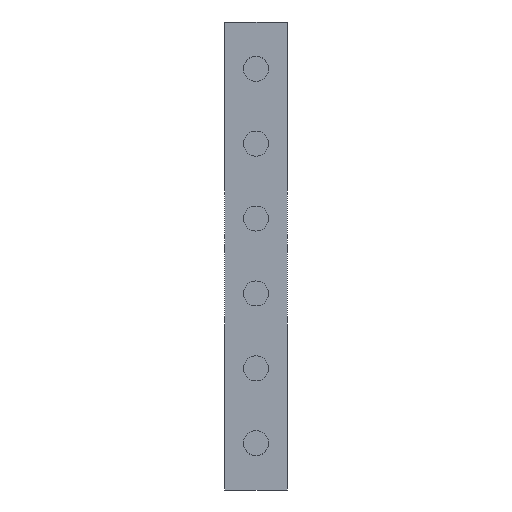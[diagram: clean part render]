
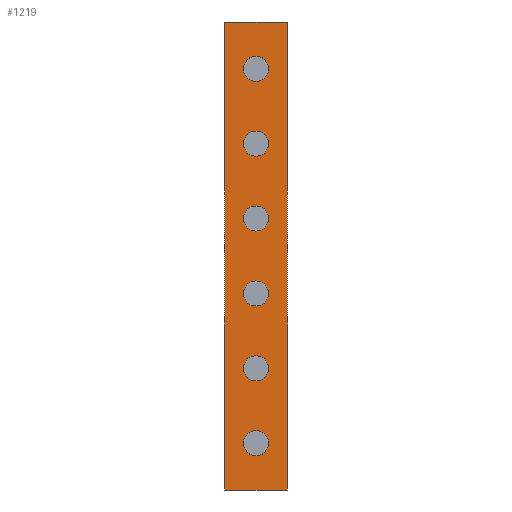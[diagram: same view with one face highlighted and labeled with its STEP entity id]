
A CAD part, left-side view. The second image highlights one B-rep face of the part: STEP entity #1219.
In plain terms, the highlighted planar face has unit normal (-1, 0, 0).
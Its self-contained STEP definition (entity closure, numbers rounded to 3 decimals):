
#27=PLANE('',#1389);
#41=FACE_BOUND('',#256,.T.);
#42=FACE_BOUND('',#257,.T.);
#43=FACE_BOUND('',#258,.T.);
#44=FACE_BOUND('',#259,.T.);
#45=FACE_BOUND('',#260,.T.);
#46=FACE_BOUND('',#261,.T.);
#183=FACE_OUTER_BOUND('',#255,.T.);
#255=EDGE_LOOP('',(#1011,#1012,#1013,#1014));
#256=EDGE_LOOP('',(#1015));
#257=EDGE_LOOP('',(#1016));
#258=EDGE_LOOP('',(#1017));
#259=EDGE_LOOP('',(#1018));
#260=EDGE_LOOP('',(#1019));
#261=EDGE_LOOP('',(#1020));
#387=LINE('',#2231,#445);
#388=LINE('',#2233,#446);
#389=LINE('',#2235,#447);
#390=LINE('',#2236,#448);
#445=VECTOR('',#1745,10.);
#446=VECTOR('',#1746,10.);
#447=VECTOR('',#1747,10.);
#448=VECTOR('',#1748,10.);
#537=CIRCLE('',#1366,4.);
#539=CIRCLE('',#1370,4.);
#541=CIRCLE('',#1374,4.);
#543=CIRCLE('',#1378,4.);
#545=CIRCLE('',#1382,4.);
#547=CIRCLE('',#1386,4.);
#633=VERTEX_POINT('',#2187);
#635=VERTEX_POINT('',#2194);
#637=VERTEX_POINT('',#2201);
#639=VERTEX_POINT('',#2208);
#641=VERTEX_POINT('',#2215);
#643=VERTEX_POINT('',#2222);
#645=VERTEX_POINT('',#2229);
#646=VERTEX_POINT('',#2230);
#647=VERTEX_POINT('',#2232);
#648=VERTEX_POINT('',#2234);
#777=EDGE_CURVE('',#633,#633,#537,.T.);
#780=EDGE_CURVE('',#635,#635,#539,.T.);
#783=EDGE_CURVE('',#637,#637,#541,.T.);
#786=EDGE_CURVE('',#639,#639,#543,.T.);
#789=EDGE_CURVE('',#641,#641,#545,.T.);
#792=EDGE_CURVE('',#643,#643,#547,.T.);
#795=EDGE_CURVE('',#645,#646,#387,.T.);
#796=EDGE_CURVE('',#645,#647,#388,.T.);
#797=EDGE_CURVE('',#648,#647,#389,.T.);
#798=EDGE_CURVE('',#646,#648,#390,.T.);
#1011=ORIENTED_EDGE('',*,*,#795,.F.);
#1012=ORIENTED_EDGE('',*,*,#796,.T.);
#1013=ORIENTED_EDGE('',*,*,#797,.F.);
#1014=ORIENTED_EDGE('',*,*,#798,.F.);
#1015=ORIENTED_EDGE('',*,*,#777,.T.);
#1016=ORIENTED_EDGE('',*,*,#780,.T.);
#1017=ORIENTED_EDGE('',*,*,#783,.T.);
#1018=ORIENTED_EDGE('',*,*,#786,.T.);
#1019=ORIENTED_EDGE('',*,*,#789,.T.);
#1020=ORIENTED_EDGE('',*,*,#792,.T.);
#1219=ADVANCED_FACE('',(#183,#41,#42,#43,#44,#45,#46),#27,.T.);
#1366=AXIS2_PLACEMENT_3D('',#2188,#1691,#1692);
#1370=AXIS2_PLACEMENT_3D('',#2195,#1700,#1701);
#1374=AXIS2_PLACEMENT_3D('',#2202,#1709,#1710);
#1378=AXIS2_PLACEMENT_3D('',#2209,#1718,#1719);
#1382=AXIS2_PLACEMENT_3D('',#2216,#1727,#1728);
#1386=AXIS2_PLACEMENT_3D('',#2223,#1736,#1737);
#1389=AXIS2_PLACEMENT_3D('',#2228,#1743,#1744);
#1691=DIRECTION('center_axis',(1.,0.,0.));
#1692=DIRECTION('ref_axis',(0.,-1.,0.));
#1700=DIRECTION('center_axis',(1.,0.,0.));
#1701=DIRECTION('ref_axis',(0.,-1.,0.));
#1709=DIRECTION('center_axis',(1.,0.,0.));
#1710=DIRECTION('ref_axis',(0.,-1.,0.));
#1718=DIRECTION('center_axis',(1.,0.,0.));
#1719=DIRECTION('ref_axis',(0.,-1.,0.));
#1727=DIRECTION('center_axis',(1.,0.,0.));
#1728=DIRECTION('ref_axis',(0.,-1.,0.));
#1736=DIRECTION('center_axis',(1.,0.,0.));
#1737=DIRECTION('ref_axis',(0.,-1.,0.));
#1743=DIRECTION('center_axis',(-1.,0.,0.));
#1744=DIRECTION('ref_axis',(0.,0.,1.));
#1745=DIRECTION('',(0.,0.,-1.));
#1746=DIRECTION('',(0.,1.,0.));
#1747=DIRECTION('',(0.,0.,1.));
#1748=DIRECTION('',(0.,1.,0.));
#2187=CARTESIAN_POINT('',(0.,14.,263.));
#2188=CARTESIAN_POINT('Origin',(0.,10.,263.));
#2194=CARTESIAN_POINT('',(0.,14.,335.));
#2195=CARTESIAN_POINT('Origin',(0.,10.,335.));
#2201=CARTESIAN_POINT('',(0.,14.,239.));
#2202=CARTESIAN_POINT('Origin',(0.,10.,239.));
#2208=CARTESIAN_POINT('',(0.,14.,287.));
#2209=CARTESIAN_POINT('Origin',(0.,10.,287.));
#2215=CARTESIAN_POINT('',(0.,14.,311.));
#2216=CARTESIAN_POINT('Origin',(0.,10.,311.));
#2222=CARTESIAN_POINT('',(0.,14.,215.));
#2223=CARTESIAN_POINT('Origin',(0.,10.,215.));
#2228=CARTESIAN_POINT('Origin',(0.,0.,200.));
#2229=CARTESIAN_POINT('',(0.,0.,350.));
#2230=CARTESIAN_POINT('',(0.,0.,200.));
#2231=CARTESIAN_POINT('',(0.,0.,350.));
#2232=CARTESIAN_POINT('',(0.,20.,350.));
#2233=CARTESIAN_POINT('',(0.,0.,350.));
#2234=CARTESIAN_POINT('',(0.,20.,200.));
#2235=CARTESIAN_POINT('',(0.,20.,350.));
#2236=CARTESIAN_POINT('',(0.,0.,200.));
